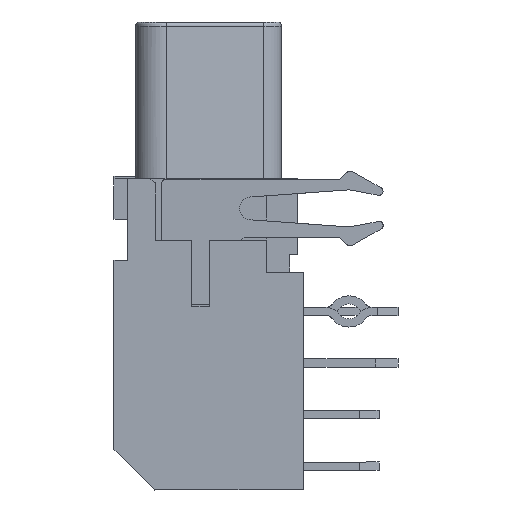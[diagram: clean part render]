
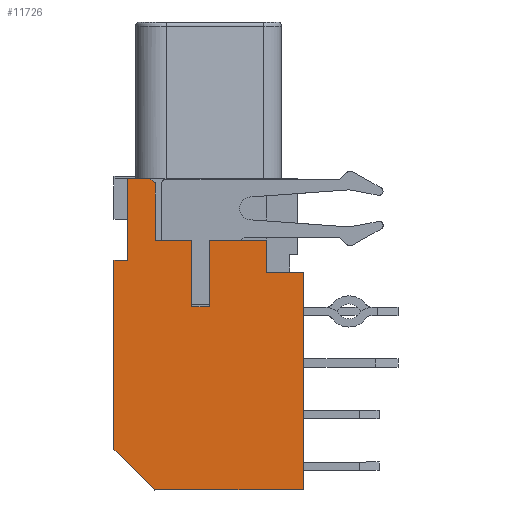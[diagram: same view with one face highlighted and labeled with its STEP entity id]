
A CAD part, left-side view. The second image highlights one B-rep face of the part: STEP entity #11726.
In plain terms, the highlighted planar face has unit normal (-1, 0, 0).
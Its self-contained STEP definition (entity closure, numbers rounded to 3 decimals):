
#6316=CARTESIAN_POINT('',(-16.365,3.,4.3));
#6317=VERTEX_POINT('',#6316);
#6324=CARTESIAN_POINT('',(-16.365,2.173,4.3));
#6325=VERTEX_POINT('',#6324);
#6326=CARTESIAN_POINT('',(-16.365,3.,4.3));
#6327=DIRECTION('',(0.,-1.,0.));
#6328=VECTOR('',#6327,0.827);
#6329=LINE('',#6326,#6328);
#6330=EDGE_CURVE('',#6317,#6325,#6329,.T.);
#11565=CARTESIAN_POINT('',(-16.365,3.,1.3));
#11566=VERTEX_POINT('',#11565);
#11567=CARTESIAN_POINT('',(-16.365,3.,1.3));
#11568=DIRECTION('',(0.,0.,1.));
#11569=VECTOR('',#11568,3.);
#11570=LINE('',#11567,#11569);
#11571=EDGE_CURVE('',#11566,#6317,#11570,.T.);
#11607=CARTESIAN_POINT('',(-16.365,0.,-1.45));
#11608=DIRECTION('',(0.,0.,-1.));
#11609=DIRECTION('',(-1.,-0.,-0.));
#11610=AXIS2_PLACEMENT_3D('',#11607,#11609,#11608);
#11611=PLANE('',#11610);
#11612=CARTESIAN_POINT('',(-16.365,-0.03,-0.427));
#11613=VERTEX_POINT('',#11612);
#11614=CARTESIAN_POINT('',(-16.365,0.63,-0.427));
#11615=VERTEX_POINT('',#11614);
#11616=CARTESIAN_POINT('',(-16.365,-0.03,-0.427));
#11617=DIRECTION('',(0.,1.,0.));
#11618=VECTOR('',#11617,0.66);
#11619=LINE('',#11616,#11618);
#11620=EDGE_CURVE('',#11613,#11615,#11619,.T.);
#11621=ORIENTED_EDGE('',*,*,#11620,.T.);
#11622=CARTESIAN_POINT('',(-16.365,0.63,2.035));
#11623=VERTEX_POINT('',#11622);
#11624=CARTESIAN_POINT('',(-16.365,0.63,-0.427));
#11625=DIRECTION('',(0.,0.,1.));
#11626=VECTOR('',#11625,2.462);
#11627=LINE('',#11624,#11626);
#11628=EDGE_CURVE('',#11615,#11623,#11627,.T.);
#11629=ORIENTED_EDGE('',*,*,#11628,.T.);
#11630=CARTESIAN_POINT('',(-16.365,1.973,2.035));
#11631=VERTEX_POINT('',#11630);
#11632=CARTESIAN_POINT('',(-16.365,0.63,2.035));
#11633=DIRECTION('',(0.,1.,0.));
#11634=VECTOR('',#11633,1.343);
#11635=LINE('',#11632,#11634);
#11636=EDGE_CURVE('',#11623,#11631,#11635,.T.);
#11637=ORIENTED_EDGE('',*,*,#11636,.T.);
#11638=CARTESIAN_POINT('',(-16.365,1.973,4.15));
#11639=VERTEX_POINT('',#11638);
#11640=CARTESIAN_POINT('',(-16.365,1.973,2.035));
#11641=DIRECTION('',(0.,0.,1.));
#11642=VECTOR('',#11641,2.115);
#11643=LINE('',#11640,#11642);
#11644=EDGE_CURVE('',#11631,#11639,#11643,.T.);
#11645=ORIENTED_EDGE('',*,*,#11644,.T.);
#11646=CARTESIAN_POINT('',(-16.365,1.973,4.15));
#11647=DIRECTION('',(0.,0.8,0.6));
#11648=VECTOR('',#11647,0.25);
#11649=LINE('',#11646,#11648);
#11650=EDGE_CURVE('',#11639,#6325,#11649,.T.);
#11651=ORIENTED_EDGE('',*,*,#11650,.T.);
#11652=ORIENTED_EDGE('',*,*,#6330,.F.);
#11653=ORIENTED_EDGE('',*,*,#11571,.F.);
#11654=CARTESIAN_POINT('',(-16.365,3.5,1.3));
#11655=VERTEX_POINT('',#11654);
#11656=CARTESIAN_POINT('',(-16.365,3.,1.3));
#11657=DIRECTION('',(0.,1.,0.));
#11658=VECTOR('',#11657,0.5);
#11659=LINE('',#11656,#11658);
#11660=EDGE_CURVE('',#11566,#11655,#11659,.T.);
#11661=ORIENTED_EDGE('',*,*,#11660,.T.);
#11662=CARTESIAN_POINT('',(-16.365,3.5,-5.7));
#11663=VERTEX_POINT('',#11662);
#11664=CARTESIAN_POINT('',(-16.365,3.5,1.3));
#11665=DIRECTION('',(0.,0.,-1.));
#11666=VECTOR('',#11665,7.);
#11667=LINE('',#11664,#11666);
#11668=EDGE_CURVE('',#11655,#11663,#11667,.T.);
#11669=ORIENTED_EDGE('',*,*,#11668,.T.);
#11670=CARTESIAN_POINT('',(-16.365,2.,-7.2));
#11671=VERTEX_POINT('',#11670);
#11672=CARTESIAN_POINT('',(-16.365,3.5,-5.7));
#11673=DIRECTION('',(0.,-0.707,-0.707));
#11674=VECTOR('',#11673,2.121);
#11675=LINE('',#11672,#11674);
#11676=EDGE_CURVE('',#11663,#11671,#11675,.T.);
#11677=ORIENTED_EDGE('',*,*,#11676,.T.);
#11678=CARTESIAN_POINT('',(-16.365,-3.5,-7.2));
#11679=VERTEX_POINT('',#11678);
#11680=CARTESIAN_POINT('',(-16.365,2.,-7.2));
#11681=DIRECTION('',(0.,-1.,0.));
#11682=VECTOR('',#11681,5.5);
#11683=LINE('',#11680,#11682);
#11684=EDGE_CURVE('',#11671,#11679,#11683,.T.);
#11685=ORIENTED_EDGE('',*,*,#11684,.T.);
#11686=CARTESIAN_POINT('',(-16.365,-3.5,0.835));
#11687=VERTEX_POINT('',#11686);
#11688=CARTESIAN_POINT('',(-16.365,-3.5,-7.2));
#11689=DIRECTION('',(0.,0.,1.));
#11690=VECTOR('',#11689,8.035);
#11691=LINE('',#11688,#11690);
#11692=EDGE_CURVE('',#11679,#11687,#11691,.T.);
#11693=ORIENTED_EDGE('',*,*,#11692,.T.);
#11694=CARTESIAN_POINT('',(-16.365,-2.15,0.835));
#11695=VERTEX_POINT('',#11694);
#11696=CARTESIAN_POINT('',(-16.365,-3.5,0.835));
#11697=DIRECTION('',(0.,1.,0.));
#11698=VECTOR('',#11697,1.35);
#11699=LINE('',#11696,#11698);
#11700=EDGE_CURVE('',#11687,#11695,#11699,.T.);
#11701=ORIENTED_EDGE('',*,*,#11700,.T.);
#11702=CARTESIAN_POINT('',(-16.365,-2.15,2.035));
#11703=VERTEX_POINT('',#11702);
#11704=CARTESIAN_POINT('',(-16.365,-2.15,0.835));
#11705=DIRECTION('',(0.,0.,1.));
#11706=VECTOR('',#11705,1.2);
#11707=LINE('',#11704,#11706);
#11708=EDGE_CURVE('',#11695,#11703,#11707,.T.);
#11709=ORIENTED_EDGE('',*,*,#11708,.T.);
#11710=CARTESIAN_POINT('',(-16.365,-0.03,2.035));
#11711=VERTEX_POINT('',#11710);
#11712=CARTESIAN_POINT('',(-16.365,-2.15,2.035));
#11713=DIRECTION('',(0.,1.,0.));
#11714=VECTOR('',#11713,2.12);
#11715=LINE('',#11712,#11714);
#11716=EDGE_CURVE('',#11703,#11711,#11715,.T.);
#11717=ORIENTED_EDGE('',*,*,#11716,.T.);
#11718=CARTESIAN_POINT('',(-16.365,-0.03,2.035));
#11719=DIRECTION('',(0.,0.,-1.));
#11720=VECTOR('',#11719,2.462);
#11721=LINE('',#11718,#11720);
#11722=EDGE_CURVE('',#11711,#11613,#11721,.T.);
#11723=ORIENTED_EDGE('',*,*,#11722,.T.);
#11724=EDGE_LOOP('',(#11621,#11629,#11637,#11645,#11651,#11652,#11653,#11661,#11669,#11677,#11685,#11693,#11701,#11709,#11717,#11723));
#11725=FACE_OUTER_BOUND('',#11724,.T.);
#11726=ADVANCED_FACE('',(#11725),#11611,.T.);
